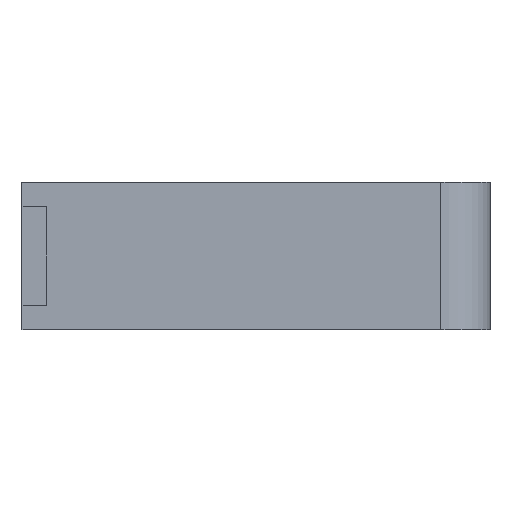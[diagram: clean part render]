
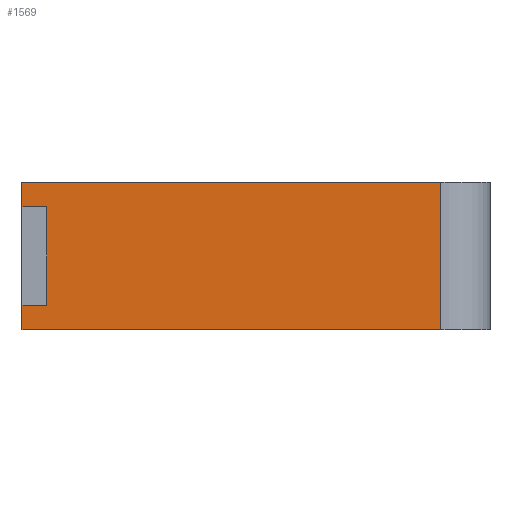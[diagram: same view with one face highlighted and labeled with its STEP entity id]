
A CAD part, left-side view. The second image highlights one B-rep face of the part: STEP entity #1569.
In plain terms, the highlighted planar face has unit normal (-1, 0, 0).
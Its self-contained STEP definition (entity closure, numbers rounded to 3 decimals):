
#19 = CARTESIAN_POINT ( 'NONE',  ( -22., -7.5, 3. ) ) ;
#231 = ORIENTED_EDGE ( 'NONE', *, *, #4574, .T. ) ;
#377 = VECTOR ( 'NONE', #2058, 1000. ) ;
#440 = EDGE_CURVE ( 'NONE', #1603, #1484, #2346, .T. ) ;
#639 = ORIENTED_EDGE ( 'NONE', *, *, #2046, .T. ) ;
#685 = VECTOR ( 'NONE', #3729, 1000. ) ;
#694 = CARTESIAN_POINT ( 'NONE',  ( -22., 9.5, -3. ) ) ;
#753 = LINE ( 'NONE', #5403, #4972 ) ;
#760 = FACE_OUTER_BOUND ( 'NONE', #5720, .T. ) ;
#890 = VERTEX_POINT ( 'NONE', #3304 ) ;
#911 = DIRECTION ( 'NONE',  ( 0., 0., -1. ) ) ;
#1020 = CARTESIAN_POINT ( 'NONE',  ( -22., 9.5, 3. ) ) ;
#1064 = ORIENTED_EDGE ( 'NONE', *, *, #5754, .T. ) ;
#1083 = VECTOR ( 'NONE', #2314, 1000. ) ;
#1160 = VECTOR ( 'NONE', #3240, 1000. ) ;
#1466 = LINE ( 'NONE', #1020, #377 ) ;
#1484 = VERTEX_POINT ( 'NONE', #3916 ) ;
#1569 = ADVANCED_FACE ( 'NONE', ( #760 ), #4315, .F. ) ;
#1603 = VERTEX_POINT ( 'NONE', #4962 ) ;
#1616 = CARTESIAN_POINT ( 'NONE',  ( -22., 8.5, 3. ) ) ;
#1710 = EDGE_CURVE ( 'NONE', #2482, #890, #753, .T. ) ;
#1775 = DIRECTION ( 'NONE',  ( 0., 1., 0. ) ) ;
#2017 = LINE ( 'NONE', #4132, #5397 ) ;
#2046 = EDGE_CURVE ( 'NONE', #2839, #3301, #5431, .T. ) ;
#2058 = DIRECTION ( 'NONE',  ( 0., -1., 0. ) ) ;
#2210 = DIRECTION ( 'NONE',  ( 0., 0., -1. ) ) ;
#2239 = CARTESIAN_POINT ( 'NONE',  ( -22., 9.5, 3. ) ) ;
#2314 = DIRECTION ( 'NONE',  ( 0., -1., 0. ) ) ;
#2346 = LINE ( 'NONE', #694, #1083 ) ;
#2374 = CARTESIAN_POINT ( 'NONE',  ( -22., 8.5, -2. ) ) ;
#2482 = VERTEX_POINT ( 'NONE', #6081 ) ;
#2615 = LINE ( 'NONE', #1616, #6359 ) ;
#2782 = CARTESIAN_POINT ( 'NONE',  ( -22., 9.5, -2. ) ) ;
#2826 = ORIENTED_EDGE ( 'NONE', *, *, #3110, .T. ) ;
#2839 = VERTEX_POINT ( 'NONE', #2374 ) ;
#2944 = EDGE_CURVE ( 'NONE', #4552, #5766, #1466, .T. ) ;
#3110 = EDGE_CURVE ( 'NONE', #1484, #5766, #6310, .T. ) ;
#3240 = DIRECTION ( 'NONE',  ( 0., 0., 1. ) ) ;
#3301 = VERTEX_POINT ( 'NONE', #5502 ) ;
#3304 = CARTESIAN_POINT ( 'NONE',  ( -22., 8.5, 2. ) ) ;
#3444 = EDGE_CURVE ( 'NONE', #3301, #1603, #2017, .T. ) ;
#3666 = ORIENTED_EDGE ( 'NONE', *, *, #440, .T. ) ;
#3729 = DIRECTION ( 'NONE',  ( 0., 0., -1. ) ) ;
#3800 = CARTESIAN_POINT ( 'NONE',  ( -22., -7.5, 3. ) ) ;
#3916 = CARTESIAN_POINT ( 'NONE',  ( -22., -7.5, -3. ) ) ;
#4132 = CARTESIAN_POINT ( 'NONE',  ( -22., 9.5, 3. ) ) ;
#4212 = ORIENTED_EDGE ( 'NONE', *, *, #2944, .F. ) ;
#4315 = PLANE ( 'NONE',  #6082 ) ;
#4411 = DIRECTION ( 'NONE',  ( 1., 0., 0. ) ) ;
#4552 = VERTEX_POINT ( 'NONE', #6254 ) ;
#4574 = EDGE_CURVE ( 'NONE', #4552, #2482, #5405, .T. ) ;
#4581 = ORIENTED_EDGE ( 'NONE', *, *, #1710, .T. ) ;
#4962 = CARTESIAN_POINT ( 'NONE',  ( -22., 9.5, -3. ) ) ;
#4972 = VECTOR ( 'NONE', #6592, 1000. ) ;
#5202 = VECTOR ( 'NONE', #1775, 1000. ) ;
#5303 = DIRECTION ( 'NONE',  ( 0., 0., -1. ) ) ;
#5397 = VECTOR ( 'NONE', #911, 1000. ) ;
#5403 = CARTESIAN_POINT ( 'NONE',  ( -22., 9.5, 2. ) ) ;
#5405 = LINE ( 'NONE', #2239, #685 ) ;
#5431 = LINE ( 'NONE', #2782, #5202 ) ;
#5502 = CARTESIAN_POINT ( 'NONE',  ( -22., 9.5, -2. ) ) ;
#5720 = EDGE_LOOP ( 'NONE', ( #3666, #2826, #4212, #231, #4581, #1064, #639, #6043 ) ) ;
#5754 = EDGE_CURVE ( 'NONE', #890, #2839, #2615, .T. ) ;
#5766 = VERTEX_POINT ( 'NONE', #3800 ) ;
#6043 = ORIENTED_EDGE ( 'NONE', *, *, #3444, .T. ) ;
#6081 = CARTESIAN_POINT ( 'NONE',  ( -22., 9.5, 2. ) ) ;
#6082 = AXIS2_PLACEMENT_3D ( 'NONE', #6498, #4411, #2210 ) ;
#6254 = CARTESIAN_POINT ( 'NONE',  ( -22., 9.5, 3. ) ) ;
#6310 = LINE ( 'NONE', #19, #1160 ) ;
#6359 = VECTOR ( 'NONE', #5303, 1000. ) ;
#6498 = CARTESIAN_POINT ( 'NONE',  ( -22., 9.5, 3. ) ) ;
#6592 = DIRECTION ( 'NONE',  ( 0., -1., 0. ) ) ;
